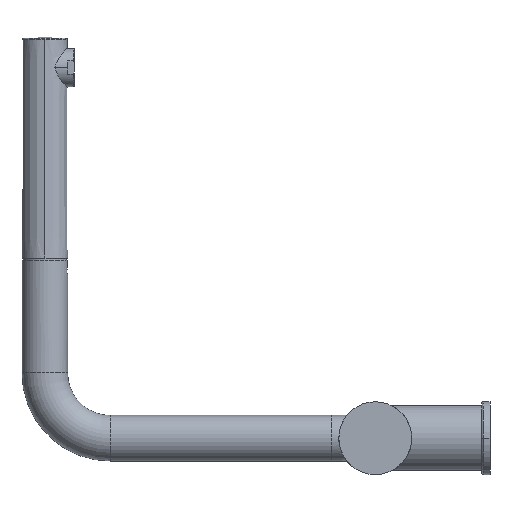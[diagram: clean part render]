
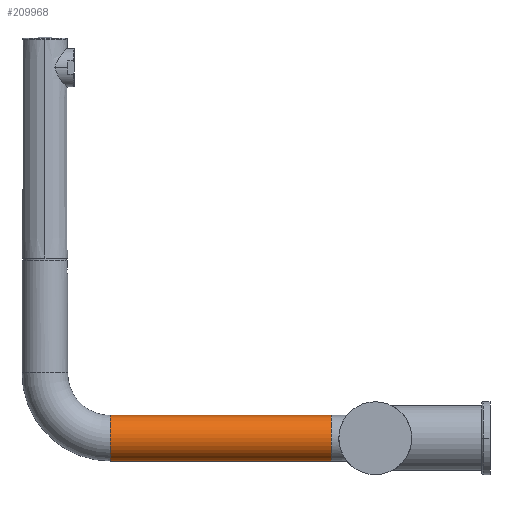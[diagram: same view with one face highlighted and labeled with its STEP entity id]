
A CAD part, left-side view. The second image highlights one B-rep face of the part: STEP entity #209968.
In plain terms, the highlighted cylindrical face has radius 14 mm (diameter 28 mm), a partial arc.
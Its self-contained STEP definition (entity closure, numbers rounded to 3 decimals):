
#96218=CARTESIAN_POINT('',(0.,162.65,0.));
#96219=DIRECTION('',(0.,1.,0.));
#96220=DIRECTION('',(0.,0.,-1.));
#96221=AXIS2_PLACEMENT_3D('',#96218,#96219,#96220);
#96228=DIRECTION('',(0.,1.,0.));
#96229=VECTOR('',#96228,135.8);
#96230=CARTESIAN_POINT('',(0.,26.85,-14.));
#96231=LINE('',#96230,#96229);
#96247=CARTESIAN_POINT('',(0.,26.85,0.));
#96248=DIRECTION('',(0.,1.,0.));
#96249=DIRECTION('',(0.,0.,-1.));
#96250=AXIS2_PLACEMENT_3D('',#96247,#96248,#96249);
#129206=DIRECTION('',(0.,1.,0.));
#129207=VECTOR('',#129206,135.8);
#129208=CARTESIAN_POINT('',(0.,26.85,14.));
#129209=LINE('',#129208,#129207);
#148552=CARTESIAN_POINT('',(0.,162.65,14.));
#148553=CARTESIAN_POINT('',(0.,162.65,-14.));
#148554=VERTEX_POINT('',#148552);
#148555=VERTEX_POINT('',#148553);
#148604=CARTESIAN_POINT('',(0.,26.85,14.));
#148605=CARTESIAN_POINT('',(0.,26.85,-14.));
#148606=VERTEX_POINT('',#148604);
#148607=VERTEX_POINT('',#148605);
#209954=CARTESIAN_POINT('',(0.,26.85,0.));
#209955=DIRECTION('',(0.,1.,0.));
#209956=DIRECTION('',(0.,0.,1.));
#209957=AXIS2_PLACEMENT_3D('',#209954,#209955,#209956);
#209958=CYLINDRICAL_SURFACE('',#209957,14.);
#209960=ORIENTED_EDGE('',*,*,#209959,.F.);
#209962=ORIENTED_EDGE('',*,*,#209961,.T.);
#209963=ORIENTED_EDGE('',*,*,#209937,.T.);
#209965=ORIENTED_EDGE('',*,*,#209964,.F.);
#209966=EDGE_LOOP('',(#209960,#209962,#209963,#209965));
#209967=FACE_OUTER_BOUND('',#209966,.F.);
#209968=ADVANCED_FACE('',(#209967),#209958,.T.);
#96222=CIRCLE('',#96221,14.);
#96251=CIRCLE('',#96250,14.);
#209937=EDGE_CURVE('',#148555,#148554,#96222,.T.);
#209959=EDGE_CURVE('',#148607,#148606,#96251,.T.);
#209961=EDGE_CURVE('',#148607,#148555,#96231,.T.);
#209964=EDGE_CURVE('',#148606,#148554,#129209,.T.);
